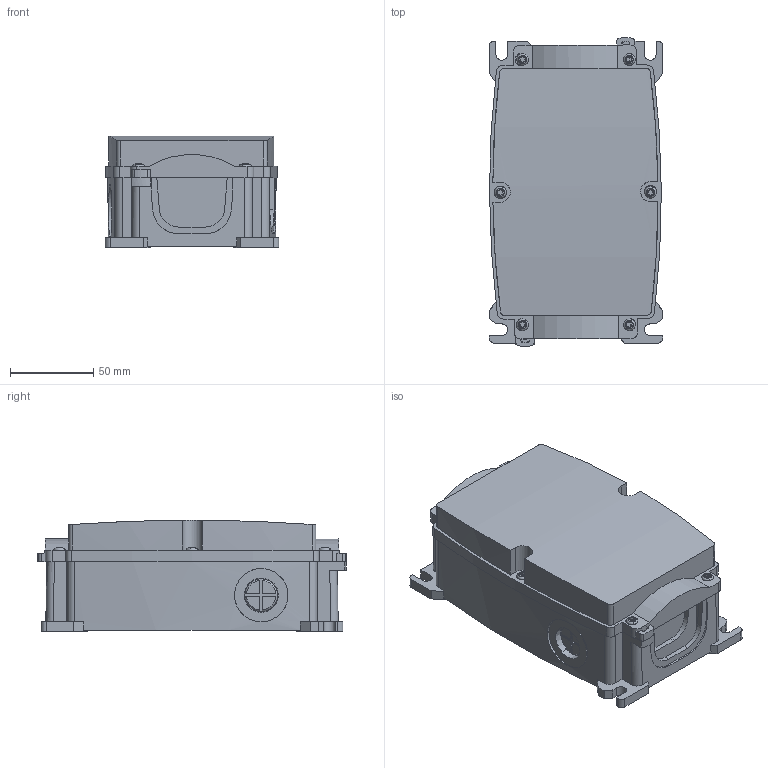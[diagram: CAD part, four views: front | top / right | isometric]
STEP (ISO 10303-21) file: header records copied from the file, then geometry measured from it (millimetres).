
FILE_DESCRIPTION(('CATIA V5 STEP Exchange','CAx-IF Rec.Pracs.--- Model Styling and Organization---1.5--- 2016-08-15','CAx-IF Rec.Pracs.---Supplemental Geometry---1.0---2011-11-01','CAx-IF Rec.Pracs.--- Composite Materials ---1.1---2010-07-15'),'2;1');
FILE_NAME ('028306-11_4', '2025-01-06T13:51:35+00:00', ('none'), ('Weidmueller'), 'CATIA Version 5-6 Release 2022 SP4 HF5', 'CATIA V5 STEP AP214 v3', 'none');
FILE_SCHEMA(('AUTOMOTIVE_DESIGN { 1 0 10303 214 1 1 1 1 }'));
Length unit declared in the file: millimetre
Products named in the file (1): 1957580000
Bounding box: 104 x 185.24 x 67 mm (x, y, z)
Volume: 970046.9 mm3; surface area: 84513.8 mm2
Topology: 1 solids, 7 shells, 460 faces, 1287 edges, 852 vertices
Faces by surface type: plane 235, cylinder 193, torus 12, sphere 12, cone 8
Entity records: 15119 total; most frequent: CARTESIAN_POINT 3783, ORIENTED_EDGE 2574, DIRECTION 1765, EDGE_CURVE 1287, VERTEX_POINT 852, VECTOR 768, LINE 768, AXIS2_PLACEMENT_3D 689
